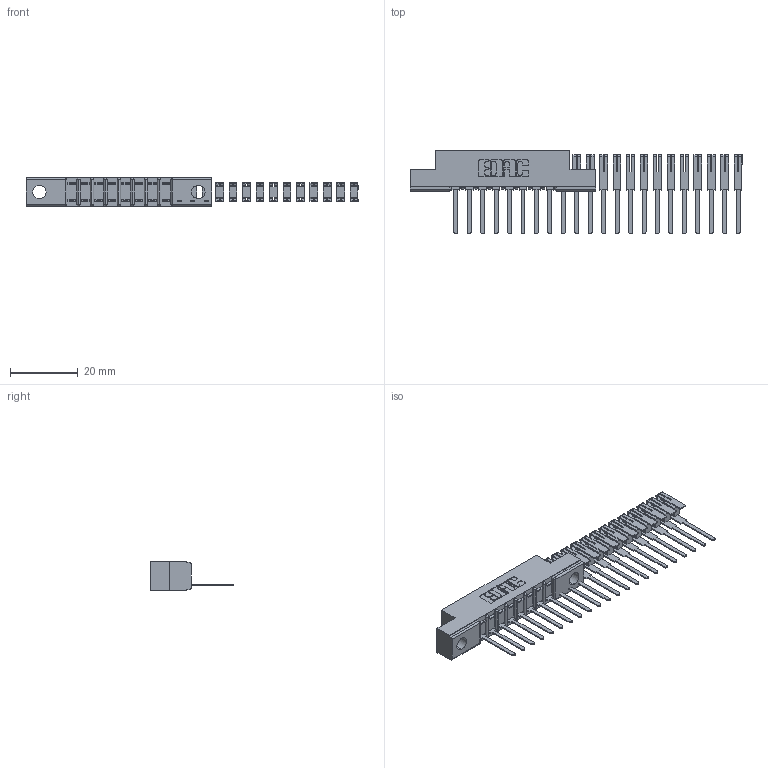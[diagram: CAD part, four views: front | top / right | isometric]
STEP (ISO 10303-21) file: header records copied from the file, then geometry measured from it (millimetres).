
FILE_DESCRIPTION (( 'STEP AP203' ), '1' );
FILE_NAME ('357-022-541-104.STEP', '2018-08-08T22:19:22', ( '' ), ( '' ), 'SwSTEP 2.0', 'SolidWorks 2016', '' );
FILE_SCHEMA (( 'CONFIG_CONTROL_DESIGN' ));
Length unit declared in the file: inch
Products named in the file (3): 307 Part_.156 Dia Mounting Holes; 307-290-002_541; 357-022-541-104
Assembly tree (23 placements, depth 2):
  357-022-541-104
    307 Part_.156 Dia Mounting Holes
    307-290-002_541  x22
Bounding box: 97.83 x 24.59 x 8.71 mm (x, y, z)
Volume: 3965.9 mm3; surface area: 9061.4 mm2
Topology: 23 solids, 23 shells, 1489 faces, 4567 edges, 3018 vertices
Faces by surface type: plane 906, cylinder 565, sphere 18
Entity records: 12634 total; most frequent: CARTESIAN_POINT 2068, ORIENTED_EDGE 2042, DIRECTION 2031, EDGE_CURVE 1021, VECTOR 773, LINE 773, VERTEX_POINT 666, AXIS2_PLACEMENT_3D 629
